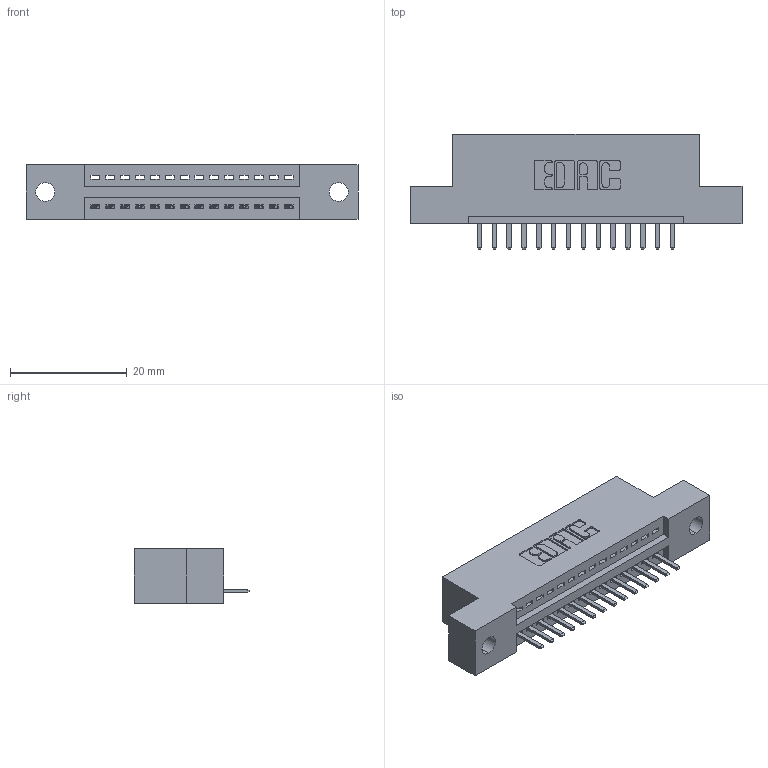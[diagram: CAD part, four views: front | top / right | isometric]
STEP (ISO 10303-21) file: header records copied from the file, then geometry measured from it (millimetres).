
FILE_DESCRIPTION (( 'STEP AP203' ), '1' );
FILE_NAME ('345-014-520-102.STEP', '2019-10-04T05:07:48', ( '' ), ( '' ), 'SwSTEP 2.0', 'SolidWorks 2016', '' );
FILE_SCHEMA (( 'CONFIG_CONTROL_DESIGN' ));
Length unit declared in the file: inch
Products named in the file (3): 345-014-520-102; 345-292-001_345-293-120; 345 Part_Flush Mounting Lugs - 0.128 Dia
Assembly tree (15 placements, depth 2):
  345-014-520-102
    345 Part_Flush Mounting Lugs - 0.128 Dia
    345-292-001_345-293-120  x14
Bounding box: 56.77 x 19.68 x 9.4 mm (x, y, z)
Volume: 5085.7 mm3; surface area: 5974.6 mm2
Topology: 15 solids, 15 shells, 994 faces, 2917 edges, 1906 vertices
Faces by surface type: plane 668, cylinder 326
Entity records: 14423 total; most frequent: CARTESIAN_POINT 2518, ORIENTED_EDGE 2454, DIRECTION 2227, EDGE_CURVE 1227, LINE 1035, VECTOR 1035, VERTEX_POINT 814, AXIS2_PLACEMENT_3D 596
